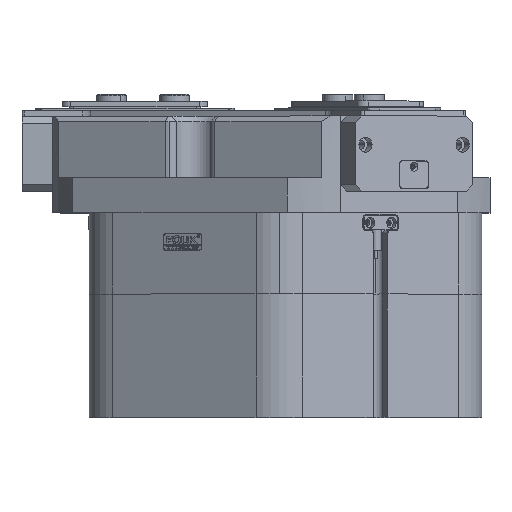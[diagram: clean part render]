
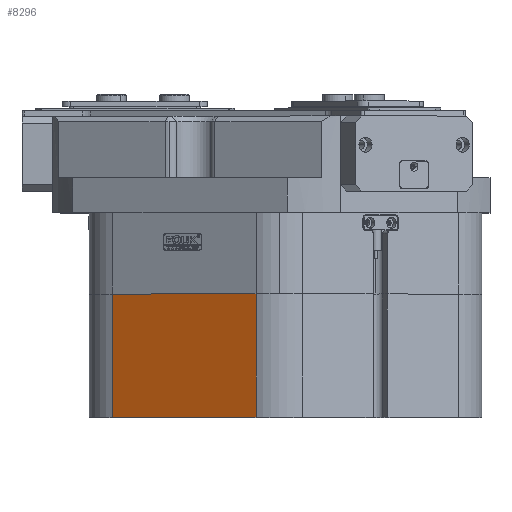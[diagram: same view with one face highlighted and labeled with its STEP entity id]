
A CAD part, top view. The second image highlights one B-rep face of the part: STEP entity #8296.
In plain terms, the highlighted face is planar.
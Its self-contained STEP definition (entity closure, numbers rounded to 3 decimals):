
#1643 = VECTOR ( 'NONE', #10647, 1000. ) ;
#2212 = CARTESIAN_POINT ( 'NONE',  ( 125., 81., -95.263 ) ) ;
#2372 = DIRECTION ( 'NONE',  ( 0.5, 0., -0.866 ) ) ;
#3704 = LINE ( 'NONE', #28324, #25626 ) ;
#3809 = CARTESIAN_POINT ( 'NONE',  ( 20., -9., -155.885 ) ) ;
#5198 = ORIENTED_EDGE ( 'NONE', *, *, #45418, .T. ) ;
#6121 = DIRECTION ( 'NONE',  ( 0., 1., 0. ) ) ;
#6251 = VERTEX_POINT ( 'NONE', #24459 ) ;
#7947 = VERTEX_POINT ( 'NONE', #3809 ) ;
#8296 = ADVANCED_FACE ( 'NONE', ( #22010 ), #11337, .T. ) ;
#10647 = DIRECTION ( 'NONE',  ( 0., -1., 0. ) ) ;
#11337 = PLANE ( 'NONE',  #18719 ) ;
#12555 = EDGE_LOOP ( 'NONE', ( #20298, #5198, #28123, #19036 ) ) ;
#12796 = LINE ( 'NONE', #15229, #21780 ) ;
#15229 = CARTESIAN_POINT ( 'NONE',  ( 20., -9., -155.885 ) ) ;
#18719 = AXIS2_PLACEMENT_3D ( 'NONE', #19814, #2372, #55199 ) ;
#19036 = ORIENTED_EDGE ( 'NONE', *, *, #37944, .T. ) ;
#19814 = CARTESIAN_POINT ( 'NONE',  ( 290., 0., 0. ) ) ;
#20298 = ORIENTED_EDGE ( 'NONE', *, *, #33344, .F. ) ;
#21780 = VECTOR ( 'NONE', #27892, 1000. ) ;
#22010 = FACE_OUTER_BOUND ( 'NONE', #12555, .T. ) ;
#23523 = CARTESIAN_POINT ( 'NONE',  ( 125., 0., -95.263 ) ) ;
#24459 = CARTESIAN_POINT ( 'NONE',  ( 20., 81., -155.885 ) ) ;
#25626 = VECTOR ( 'NONE', #33109, 1000. ) ;
#27892 = DIRECTION ( 'NONE',  ( 0.866, 0., 0.5 ) ) ;
#28123 = ORIENTED_EDGE ( 'NONE', *, *, #42310, .F. ) ;
#28324 = CARTESIAN_POINT ( 'NONE',  ( 290., 81., 0. ) ) ;
#32749 = LINE ( 'NONE', #53990, #55373 ) ;
#33109 = DIRECTION ( 'NONE',  ( -0.866, 0., -0.5 ) ) ;
#33290 = CARTESIAN_POINT ( 'NONE',  ( 125., -9., -95.263 ) ) ;
#33344 = EDGE_CURVE ( 'NONE', #33921, #6251, #3704, .T. ) ;
#33475 = VERTEX_POINT ( 'NONE', #33290 ) ;
#33921 = VERTEX_POINT ( 'NONE', #2212 ) ;
#37944 = EDGE_CURVE ( 'NONE', #7947, #6251, #32749, .T. ) ;
#42310 = EDGE_CURVE ( 'NONE', #7947, #33475, #12796, .T. ) ;
#43437 = LINE ( 'NONE', #23523, #1643 ) ;
#45418 = EDGE_CURVE ( 'NONE', #33921, #33475, #43437, .T. ) ;
#53990 = CARTESIAN_POINT ( 'NONE',  ( 20., 0., -155.885 ) ) ;
#55199 = DIRECTION ( 'NONE',  ( -0.866, 0., -0.5 ) ) ;
#55373 = VECTOR ( 'NONE', #6121, 1000. ) ;
